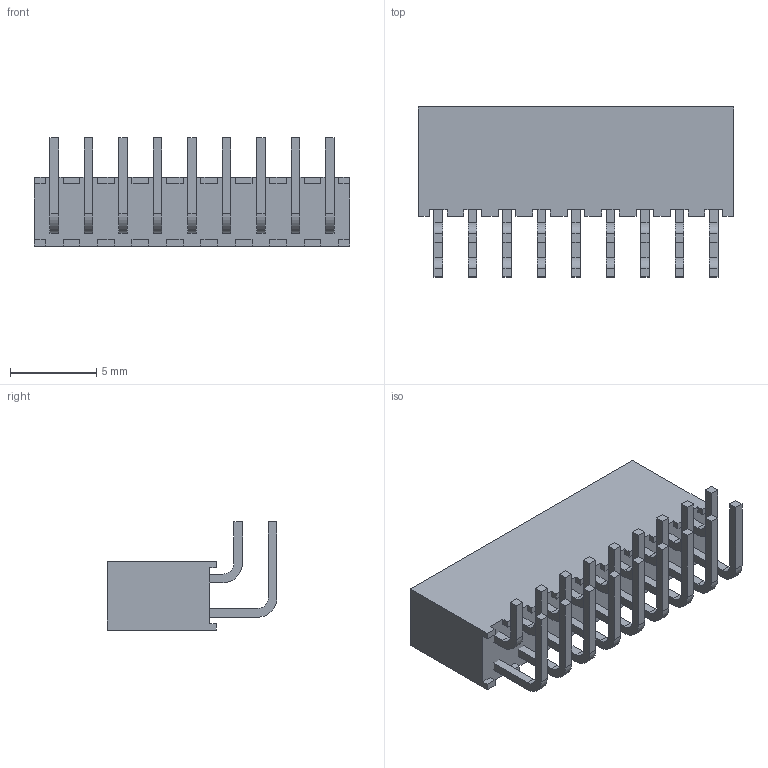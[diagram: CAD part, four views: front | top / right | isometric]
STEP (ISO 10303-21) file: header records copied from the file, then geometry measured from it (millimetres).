
FILE_DESCRIPTION(/* description */ ('STEP AP214'),/* implementation_level */ '2;1');
FILE_NAME(/* name */ 'SQT-109-01-F-D-RA',/* time_stamp */ '2024-03-27T18:13:07+01:00',/* author */ ('License CC BY-ND 4.0'),/* organization */ ('CADENAS'),/* preprocessor_version */ 'ST-DEVELOPER v19.3',/* originating_system */ 'PARTsolutions',/* authorisation */ ' ');
FILE_SCHEMA (('AUTOMOTIVE_DESIGN {1 0 10303 214 3 1 1}'));
Length unit declared in the file: inch
Products named in the file (3): SQT-109-01-F-D-RA; S1SQT-109-01-F-D-RA; P1SQT-109-01-F-D-RA
Assembly tree (2 placements, depth 2):
  SQT-109-01-F-D-RA
    S1SQT-109-01-F-D-RA
    P1SQT-109-01-F-D-RA
Bounding box: 18.3 x 9.87 x 6.29 mm (x, y, z)
Volume: 470.4 mm3; surface area: 1130.8 mm2
Topology: 2 solids, 2 shells, 538 faces, 1440 edges, 960 vertices
Faces by surface type: plane 484, cylinder 54
Entity records: 16610 total; most frequent: CARTESIAN_POINT 2941, ORIENTED_EDGE 2880, DIRECTION 2630, EDGE_CURVE 1440, LINE 1332, VECTOR 1332, VERTEX_POINT 960, AXIS2_PLACEMENT_3D 649
